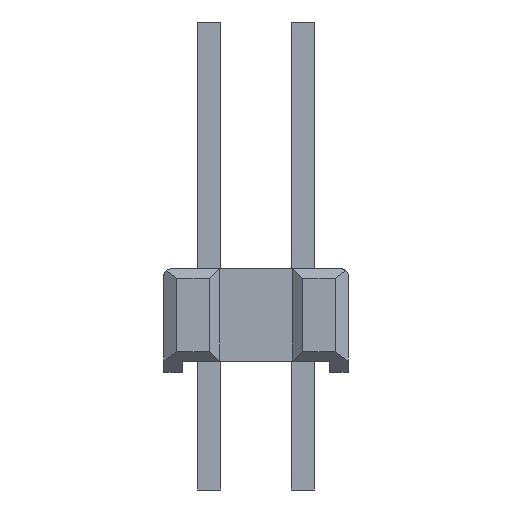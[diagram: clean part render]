
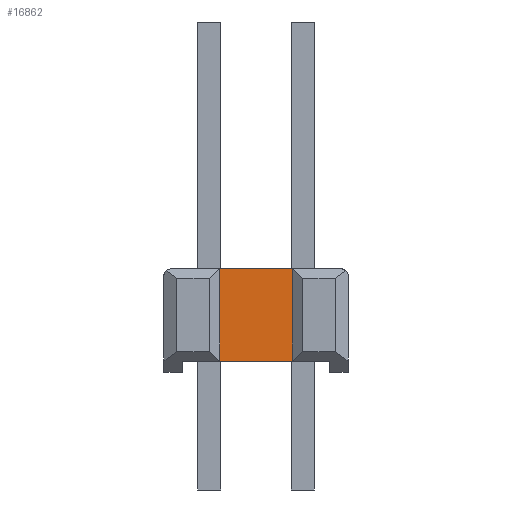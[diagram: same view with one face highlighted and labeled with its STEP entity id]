
A CAD part, left-side view. The second image highlights one B-rep face of the part: STEP entity #16862.
In plain terms, the highlighted planar face has unit normal (-1, 0, 0).
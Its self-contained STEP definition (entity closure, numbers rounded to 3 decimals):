
#166=DIRECTION('',(0.,0.,-1.));
#167=VECTOR('',#166,2.5);
#168=CARTESIAN_POINT('',(-23.88,0.977,0.));
#169=LINE('',#168,#167);
#1751=DIRECTION('',(0.,1.,0.));
#1752=VECTOR('',#1751,1.954);
#1753=CARTESIAN_POINT('',(-23.88,-0.977,0.));
#1754=LINE('',#1753,#1752);
#2935=DIRECTION('',(0.,1.,0.));
#2936=VECTOR('',#2935,1.954);
#2937=CARTESIAN_POINT('',(-23.88,-0.977,-2.5));
#2938=LINE('',#2937,#2936);
#5536=DIRECTION('',(0.,0.,-1.));
#5537=VECTOR('',#5536,2.5);
#5538=CARTESIAN_POINT('',(-23.88,-0.977,0.));
#5539=LINE('',#5538,#5537);
#9016=CARTESIAN_POINT('',(-23.88,-0.977,-2.5));
#9017=CARTESIAN_POINT('',(-23.88,0.977,-2.5));
#9018=VERTEX_POINT('',#9016);
#9019=VERTEX_POINT('',#9017);
#9020=CARTESIAN_POINT('',(-23.88,-0.977,0.));
#9021=CARTESIAN_POINT('',(-23.88,0.977,0.));
#9022=VERTEX_POINT('',#9020);
#9023=VERTEX_POINT('',#9021);
#16851=CARTESIAN_POINT('',(-23.88,-0.977,0.));
#16852=DIRECTION('',(1.,0.,0.));
#16853=DIRECTION('',(0.,1.,0.));
#16854=AXIS2_PLACEMENT_3D('',#16851,#16852,#16853);
#16855=PLANE('',#16854);
#16856=ORIENTED_EDGE('',*,*,#13587,.T.);
#16857=ORIENTED_EDGE('',*,*,#10374,.F.);
#16858=ORIENTED_EDGE('',*,*,#12382,.F.);
#16859=ORIENTED_EDGE('',*,*,#10422,.T.);
#16860=EDGE_LOOP('',(#16856,#16857,#16858,#16859));
#16861=FACE_OUTER_BOUND('',#16860,.F.);
#10374=EDGE_CURVE('',#9023,#9019,#169,.T.);
#10422=EDGE_CURVE('',#9022,#9018,#5539,.T.);
#12382=EDGE_CURVE('',#9022,#9023,#1754,.T.);
#13587=EDGE_CURVE('',#9018,#9019,#2938,.T.);
#16862=ADVANCED_FACE('',(#16861),#16855,.F.);
